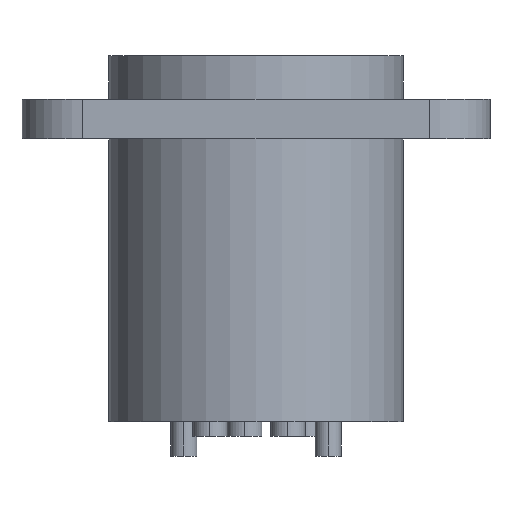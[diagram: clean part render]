
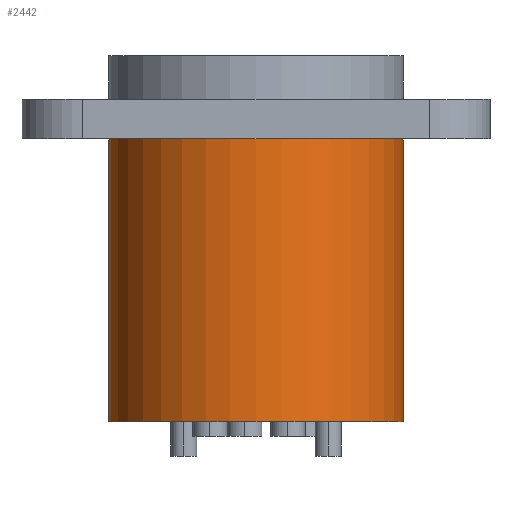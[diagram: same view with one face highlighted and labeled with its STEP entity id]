
A CAD part, left-side view. The second image highlights one B-rep face of the part: STEP entity #2442.
In plain terms, the highlighted cylindrical face has radius 8.5 mm (diameter 17 mm), a partial arc.
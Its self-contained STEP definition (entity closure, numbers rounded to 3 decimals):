
#680=CARTESIAN_POINT('',(0.,0.,0.));
#681=DIRECTION('',(0.,0.,1.));
#682=DIRECTION('',(0.,1.,0.));
#683=AXIS2_PLACEMENT_3D('',#680,#681,#682);
#746=CARTESIAN_POINT('',(0.,0.,-16.3));
#747=DIRECTION('',(0.,0.,1.));
#748=DIRECTION('',(0.,1.,0.));
#749=AXIS2_PLACEMENT_3D('',#746,#747,#748);
#751=DIRECTION('',(0.,0.,1.));
#752=VECTOR('',#751,16.3);
#753=CARTESIAN_POINT('',(0.,8.5,-16.3));
#754=LINE('',#753,#752);
#760=DIRECTION('',(0.,0.,1.));
#761=VECTOR('',#760,16.3);
#762=CARTESIAN_POINT('',(0.,-8.5,-16.3));
#763=LINE('',#762,#761);
#1376=CARTESIAN_POINT('',(0.,8.5,-16.3));
#1377=CARTESIAN_POINT('',(0.,8.5,0.));
#1378=VERTEX_POINT('',#1376);
#1379=VERTEX_POINT('',#1377);
#1392=CARTESIAN_POINT('',(0.,-8.5,-16.3));
#1393=CARTESIAN_POINT('',(0.,-8.5,0.));
#1394=VERTEX_POINT('',#1392);
#1395=VERTEX_POINT('',#1393);
#2428=CARTESIAN_POINT('',(0.,0.,-17.355));
#2429=DIRECTION('',(0.,0.,1.));
#2430=DIRECTION('',(0.,1.,0.));
#2431=AXIS2_PLACEMENT_3D('',#2428,#2429,#2430);
#2432=CYLINDRICAL_SURFACE('',#2431,8.5);
#2434=ORIENTED_EDGE('',*,*,#2433,.T.);
#2435=ORIENTED_EDGE('',*,*,#2421,.T.);
#2437=ORIENTED_EDGE('',*,*,#2436,.F.);
#2439=ORIENTED_EDGE('',*,*,#2438,.F.);
#2440=EDGE_LOOP('',(#2434,#2435,#2437,#2439));
#2441=FACE_OUTER_BOUND('',#2440,.F.);
#684=CIRCLE('',#683,8.5);
#750=CIRCLE('',#749,8.5);
#2421=EDGE_CURVE('',#1379,#1395,#684,.T.);
#2433=EDGE_CURVE('',#1378,#1379,#754,.T.);
#2436=EDGE_CURVE('',#1394,#1395,#763,.T.);
#2438=EDGE_CURVE('',#1378,#1394,#750,.T.);
#2442=ADVANCED_FACE('',(#2441),#2432,.T.);
